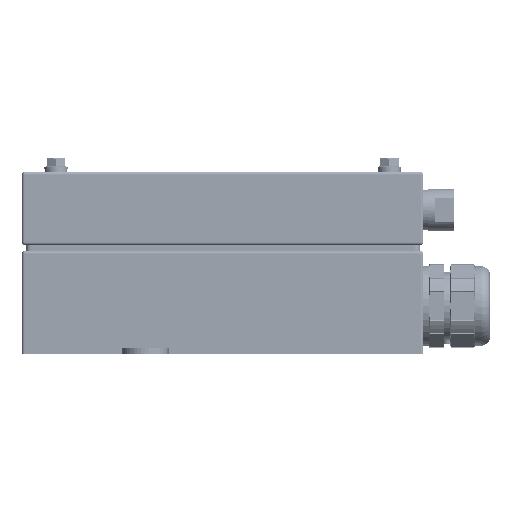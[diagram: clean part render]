
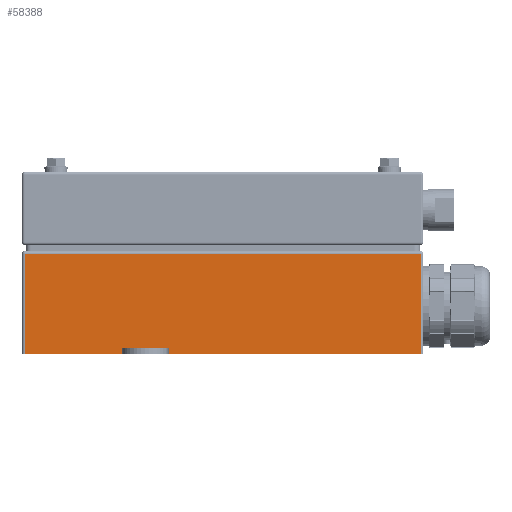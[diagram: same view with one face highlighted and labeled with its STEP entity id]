
A CAD part, left-side view. The second image highlights one B-rep face of the part: STEP entity #58388.
In plain terms, the highlighted planar face has unit normal (-1, 0, 0).
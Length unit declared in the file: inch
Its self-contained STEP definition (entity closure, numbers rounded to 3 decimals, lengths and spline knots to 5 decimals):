
#801 = ORIENTED_EDGE ( 'NONE', *, *, #33897, .T. ) ;
#3943 = DIRECTION ( 'NONE',  ( 0., 0., 1. ) ) ;
#4699 = VERTEX_POINT ( 'NONE', #12392 ) ;
#4879 = EDGE_CURVE ( 'NONE', #43134, #29166, #48680, .T. ) ;
#6775 = ORIENTED_EDGE ( 'NONE', *, *, #71137, .T. ) ;
#8202 = LINE ( 'NONE', #71212, #77241 ) ;
#8508 = CARTESIAN_POINT ( 'NONE',  ( -2.125, 4.215, 1.03375 ) ) ;
#8570 = VERTEX_POINT ( 'NONE', #40335 ) ;
#9089 = CARTESIAN_POINT ( 'NONE',  ( -2.125, 1.15, -1.09375 ) ) ;
#9262 = VECTOR ( 'NONE', #21896, 39.37008 ) ;
#9570 = VERTEX_POINT ( 'NONE', #69548 ) ;
#10950 = EDGE_LOOP ( 'NONE', ( #6775, #55322, #56422, #37093, #58985, #17141, #801, #49711 ) ) ;
#11149 = VERTEX_POINT ( 'NONE', #8508 ) ;
#12392 = CARTESIAN_POINT ( 'NONE',  ( -2.125, 4.215, -1.09375 ) ) ;
#17141 = ORIENTED_EDGE ( 'NONE', *, *, #76087, .T. ) ;
#17671 = PLANE ( 'NONE',  #38412 ) ;
#18231 = CARTESIAN_POINT ( 'NONE',  ( -2.125, -4.215, 1.09375 ) ) ;
#21581 = CARTESIAN_POINT ( 'NONE',  ( -2.125, 1.15, -0.97375 ) ) ;
#21896 = DIRECTION ( 'NONE',  ( 0., -1., 0. ) ) ;
#22901 = DIRECTION ( 'NONE',  ( 0., -1., 0. ) ) ;
#24768 = LINE ( 'NONE', #61087, #87770 ) ;
#24862 = EDGE_CURVE ( 'NONE', #4699, #9570, #50827, .T. ) ;
#26260 = EDGE_CURVE ( 'NONE', #11149, #4699, #26296, .T. ) ;
#26296 = LINE ( 'NONE', #35818, #51905 ) ;
#29166 = VERTEX_POINT ( 'NONE', #21581 ) ;
#29691 = DIRECTION ( 'NONE',  ( 0., -1., 0. ) ) ;
#33792 = VECTOR ( 'NONE', #36409, 39.37008 ) ;
#33897 = EDGE_CURVE ( 'NONE', #39829, #8570, #8202, .T. ) ;
#35818 = CARTESIAN_POINT ( 'NONE',  ( -2.125, 4.215, 1.09375 ) ) ;
#36324 = VECTOR ( 'NONE', #3943, 39.37008 ) ;
#36409 = DIRECTION ( 'NONE',  ( 0., 1., 0. ) ) ;
#37093 = ORIENTED_EDGE ( 'NONE', *, *, #37205, .F. ) ;
#37205 = EDGE_CURVE ( 'NONE', #43134, #9570, #24768, .T. ) ;
#37886 = FACE_OUTER_BOUND ( 'NONE', #10950, .T. ) ;
#38412 = AXIS2_PLACEMENT_3D ( 'NONE', #45679, #46562, #52120 ) ;
#39829 = VERTEX_POINT ( 'NONE', #9089 ) ;
#40111 = DIRECTION ( 'NONE',  ( 0., 0., -1. ) ) ;
#40335 = CARTESIAN_POINT ( 'NONE',  ( -2.125, -4.215, -1.09375 ) ) ;
#43134 = VERTEX_POINT ( 'NONE', #81032 ) ;
#45116 = LINE ( 'NONE', #80533, #33792 ) ;
#45679 = CARTESIAN_POINT ( 'NONE',  ( -2.125, -4.275, 1.09375 ) ) ;
#46562 = DIRECTION ( 'NONE',  ( 1., 0., 0. ) ) ;
#48680 = LINE ( 'NONE', #64628, #52729 ) ;
#49711 = ORIENTED_EDGE ( 'NONE', *, *, #64180, .T. ) ;
#50827 = LINE ( 'NONE', #65113, #9262 ) ;
#51905 = VECTOR ( 'NONE', #40111, 39.37008 ) ;
#52120 = DIRECTION ( 'NONE',  ( 0., 0., -1. ) ) ;
#52674 = LINE ( 'NONE', #18231, #36324 ) ;
#52729 = VECTOR ( 'NONE', #29691, 39.37008 ) ;
#54630 = DIRECTION ( 'NONE',  ( 0., 0., -1. ) ) ;
#55322 = ORIENTED_EDGE ( 'NONE', *, *, #26260, .T. ) ;
#56422 = ORIENTED_EDGE ( 'NONE', *, *, #24862, .T. ) ;
#58388 = ADVANCED_FACE ( 'NONE', ( #37886 ), #17671, .F. ) ;
#58985 = ORIENTED_EDGE ( 'NONE', *, *, #4879, .T. ) ;
#61087 = CARTESIAN_POINT ( 'NONE',  ( -2.125, 2.15, -0.97375 ) ) ;
#64180 = EDGE_CURVE ( 'NONE', #8570, #85125, #52674, .T. ) ;
#64628 = CARTESIAN_POINT ( 'NONE',  ( -2.125, 2.15, -0.97375 ) ) ;
#65113 = CARTESIAN_POINT ( 'NONE',  ( -2.125, -4.275, -1.09375 ) ) ;
#68877 = DIRECTION ( 'NONE',  ( 0., 0., -1. ) ) ;
#69548 = CARTESIAN_POINT ( 'NONE',  ( -2.125, 2.15, -1.09375 ) ) ;
#70244 = LINE ( 'NONE', #75788, #72056 ) ;
#71137 = EDGE_CURVE ( 'NONE', #85125, #11149, #45116, .T. ) ;
#71212 = CARTESIAN_POINT ( 'NONE',  ( -2.125, -4.275, -1.09375 ) ) ;
#71232 = CARTESIAN_POINT ( 'NONE',  ( -2.125, -4.215, 1.03375 ) ) ;
#72056 = VECTOR ( 'NONE', #68877, 39.37008 ) ;
#75788 = CARTESIAN_POINT ( 'NONE',  ( -2.125, 1.15, -0.97375 ) ) ;
#76087 = EDGE_CURVE ( 'NONE', #29166, #39829, #70244, .T. ) ;
#77241 = VECTOR ( 'NONE', #22901, 39.37008 ) ;
#80533 = CARTESIAN_POINT ( 'NONE',  ( -2.125, -4.275, 1.03375 ) ) ;
#81032 = CARTESIAN_POINT ( 'NONE',  ( -2.125, 2.15, -0.97375 ) ) ;
#85125 = VERTEX_POINT ( 'NONE', #71232 ) ;
#87770 = VECTOR ( 'NONE', #54630, 39.37008 ) ;
